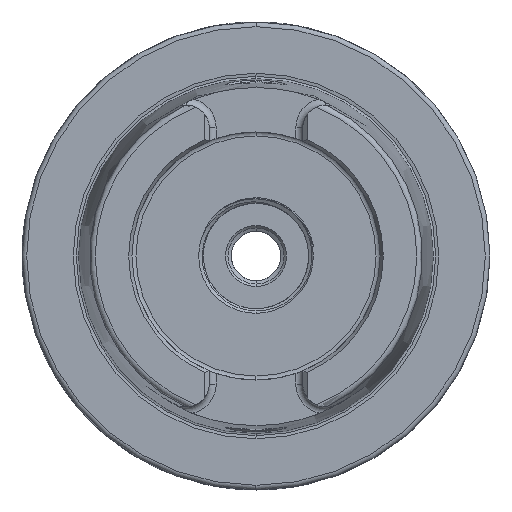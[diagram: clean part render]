
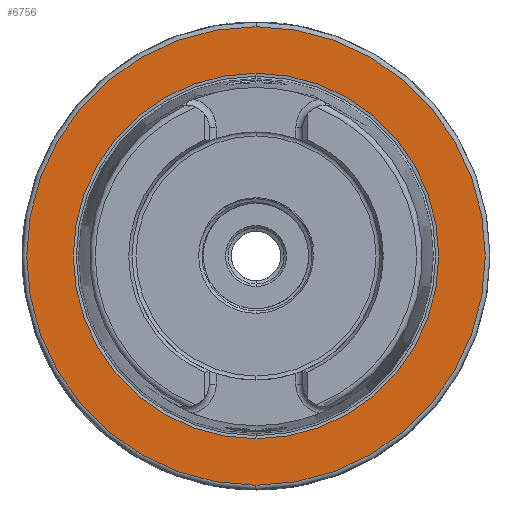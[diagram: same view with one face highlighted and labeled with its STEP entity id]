
A CAD part, left-side view. The second image highlights one B-rep face of the part: STEP entity #6756.
In plain terms, the highlighted planar face has unit normal (-1, 0, 0).
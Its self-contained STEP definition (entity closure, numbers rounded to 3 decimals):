
#390 = FACE_OUTER_BOUND ( 'NONE', #18868, .T. ) ;
#393 = FACE_BOUND ( 'NONE', #18876, .T. ) ;
#395 = AXIS2_PLACEMENT_3D ( 'NONE', #13926, #13927, #13928 ) ;
#771 = CARTESIAN_POINT ( 'NONE',  ( 0., 0., 0. ) ) ;
#772 = DIRECTION ( 'NONE',  ( -1., 0., 0. ) ) ;
#773 = DIRECTION ( 'NONE',  ( 0., 0., 1. ) ) ;
#780 = CARTESIAN_POINT ( 'NONE',  ( 0., 0., 0. ) ) ;
#781 = DIRECTION ( 'NONE',  ( 1., 0., 0. ) ) ;
#782 = DIRECTION ( 'NONE',  ( 0., 0., -1. ) ) ;
#2736 = EDGE_CURVE ( 'NONE', #7708, #7709, #6781, .T. ) ;
#2739 = EDGE_CURVE ( 'NONE', #7712, #7713, #6784, .T. ) ;
#5464 = AXIS2_PLACEMENT_3D ( 'NONE', #17361, #17365, #17366 ) ;
#5472 = AXIS2_PLACEMENT_3D ( 'NONE', #17376, #17377, #17378 ) ;
#6418 = EDGE_CURVE ( 'NONE', #7713, #7712, #6910, .T. ) ;
#6422 = EDGE_CURVE ( 'NONE', #7709, #7708, #6913, .T. ) ;
#6756 = ADVANCED_FACE ( 'NONE', ( #390, #393 ), #13925, .T. ) ;
#6781 = CIRCLE ( 'NONE', #14808, 49. ) ;
#6784 = CIRCLE ( 'NONE', #14809, 39.054 ) ;
#6910 = CIRCLE ( 'NONE', #5464, 39.054 ) ;
#6913 = CIRCLE ( 'NONE', #5472, 49. ) ;
#7708 = VERTEX_POINT ( 'NONE', #11926 ) ;
#7709 = VERTEX_POINT ( 'NONE', #11927 ) ;
#7712 = VERTEX_POINT ( 'NONE', #10194 ) ;
#7713 = VERTEX_POINT ( 'NONE', #10195 ) ;
#10194 = CARTESIAN_POINT ( 'NONE',  ( 0., 0., -39.054 ) ) ;
#10195 = CARTESIAN_POINT ( 'NONE',  ( 0., 0., 39.054 ) ) ;
#11926 = CARTESIAN_POINT ( 'NONE',  ( 0., 0., -49. ) ) ;
#11927 = CARTESIAN_POINT ( 'NONE',  ( 0., 0., 49. ) ) ;
#13925 = PLANE ( 'NONE',  #395 ) ;
#13926 = CARTESIAN_POINT ( 'NONE',  ( 0., 39.054, 0. ) ) ;
#13927 = DIRECTION ( 'NONE',  ( -1., 0., 0. ) ) ;
#13928 = DIRECTION ( 'NONE',  ( 0., 0., 1. ) ) ;
#14808 = AXIS2_PLACEMENT_3D ( 'NONE', #771, #772, #773 ) ;
#14809 = AXIS2_PLACEMENT_3D ( 'NONE', #780, #781, #782 ) ;
#17361 = CARTESIAN_POINT ( 'NONE',  ( 0., 0., 0. ) ) ;
#17365 = DIRECTION ( 'NONE',  ( 1., 0., 0. ) ) ;
#17366 = DIRECTION ( 'NONE',  ( 0., 0., -1. ) ) ;
#17376 = CARTESIAN_POINT ( 'NONE',  ( 0., 0., 0. ) ) ;
#17377 = DIRECTION ( 'NONE',  ( -1., 0., 0. ) ) ;
#17378 = DIRECTION ( 'NONE',  ( 0., 0., 1. ) ) ;
#18441 = ORIENTED_EDGE ( 'NONE', *, *, #6422, .T. ) ;
#18449 = ORIENTED_EDGE ( 'NONE', *, *, #2739, .T. ) ;
#18471 = ORIENTED_EDGE ( 'NONE', *, *, #2736, .T. ) ;
#18486 = ORIENTED_EDGE ( 'NONE', *, *, #6418, .T. ) ;
#18868 = EDGE_LOOP ( 'NONE', ( #18441, #18471 ) ) ;
#18876 = EDGE_LOOP ( 'NONE', ( #18486, #18449 ) ) ;
